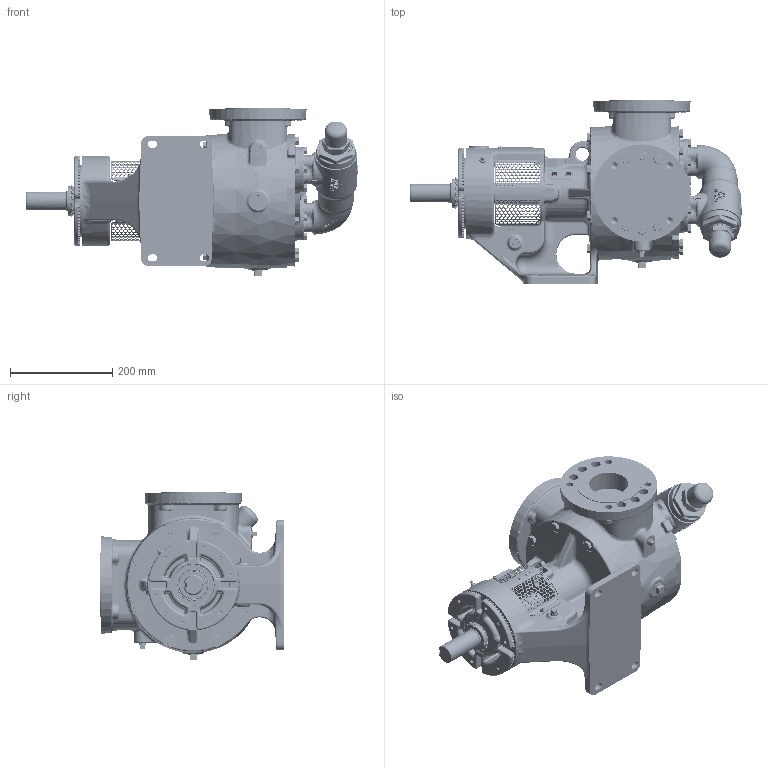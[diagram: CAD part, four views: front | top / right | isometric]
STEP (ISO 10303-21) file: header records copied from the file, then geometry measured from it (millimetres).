
FILE_DESCRIPTION (( 'STEP AP214' ), '1' );
FILE_NAME ('LV-4501.STEP', '2024-02-12T17:13:43', ( '' ), ( '' ), 'SwSTEP 2.0', 'SolidWorks 2022', '' );
FILE_SCHEMA (( 'AUTOMOTIVE_DESIGN' ));
Length unit declared in the file: millimetre
Products named in the file (1): LV-4501
Bounding box: 650.29 x 360.36 x 329.77 mm (x, y, z)
Volume: 17463614.1 mm3; surface area: 930338.4 mm2
Topology: 1 solids, 1 shells, 8454 faces, 22409 edges, 14118 vertices
Faces by surface type: bspline 3594, plane 2743, cylinder 1094, cone 723, torus 200, sphere 100
Entity records: 438846 total; most frequent: CARTESIAN_POINT 197244, ORIENTED_EDGE 44464, DIRECTION 28532, EDGE_CURVE 22232, VERTEX_POINT 14111, AXIS2_PLACEMENT_3D 10350, EDGE_LOOP 9633, B_SPLINE_CURVE_WITH_KNOTS 8521
